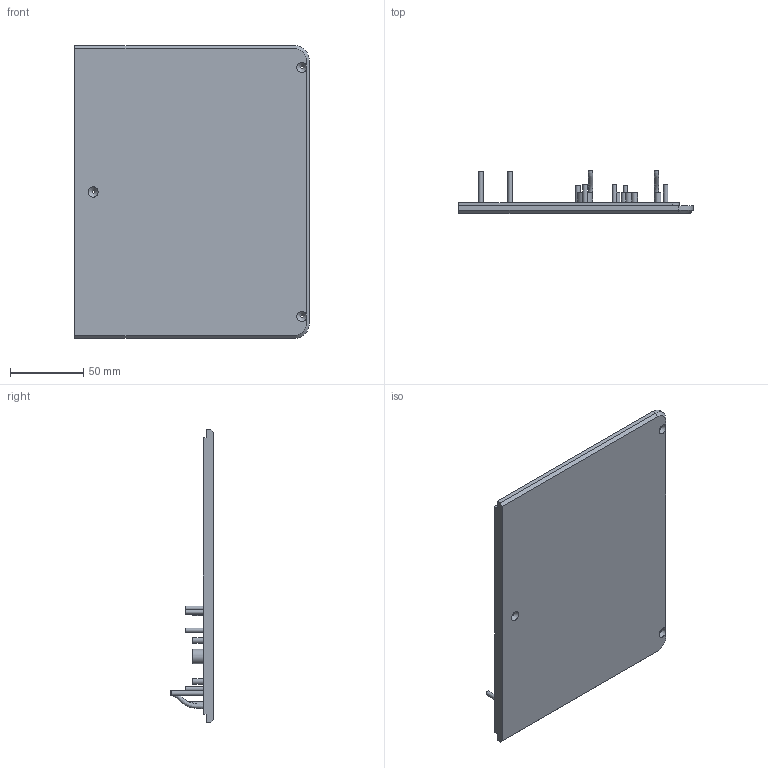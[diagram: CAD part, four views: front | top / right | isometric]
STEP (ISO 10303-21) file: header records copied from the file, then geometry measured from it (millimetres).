
FILE_DESCRIPTION(/* description */ (''),/* implementation_level */ '2;1');
FILE_NAME(/* name */ 'Bottom R.step',/* time_stamp */ '2026-02-01T10:48:52Z',/* author */ (''),/* organization */ (''),/* preprocessor_version */ 'ST-DEVELOPER v20.1',/* originating_system */ 'Autodesk Translation Framework v14.24.0.0',/* authorisation */ '');
FILE_SCHEMA (('AUTOMOTIVE_DESIGN { 1 0 10303 214 3 1 1 }'));
Length unit declared in the file: millimetre
Products named in the file (1): Bottom R
Bounding box: 160 x 29.5 x 200 mm (x, y, z)
Volume: 217796 mm3; surface area: 70673.6 mm2
Topology: 1 solids, 1 shells, 59 faces, 119 edges, 77 vertices
Faces by surface type: plane 30, cylinder 22, cone 5, bspline 2
Full cylindrical faces by diameter (mm): 2 x3, 3 x8, 4 x6, 10 x1
Entity records: 2260 total; most frequent: CARTESIAN_POINT 934, DIRECTION 282, ORIENTED_EDGE 238, EDGE_CURVE 119, AXIS2_PLACEMENT_3D 111, EDGE_LOOP 80, VERTEX_POINT 77, LINE 60
